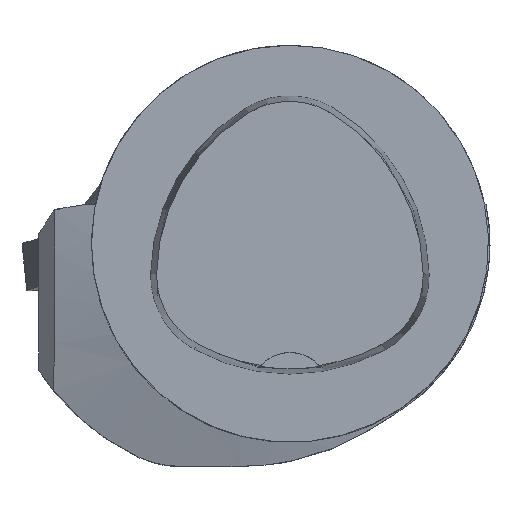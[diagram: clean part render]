
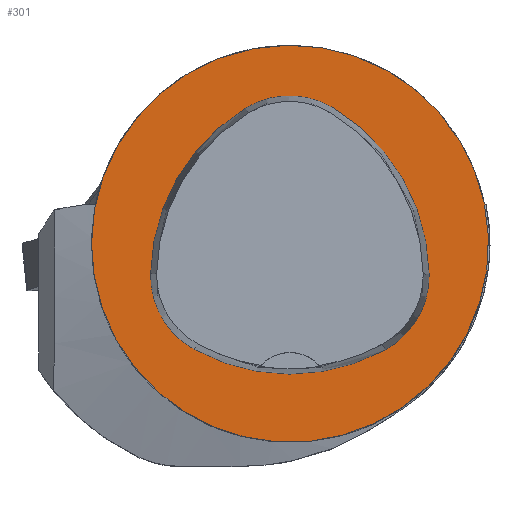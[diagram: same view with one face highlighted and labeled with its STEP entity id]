
A CAD part, top view. The second image highlights one B-rep face of the part: STEP entity #301.
In plain terms, the highlighted planar face has unit normal (0, 0, 1).
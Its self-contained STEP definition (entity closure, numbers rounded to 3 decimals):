
#301=ADVANCED_FACE('',(#704,#705),#376,.T.);
#376=PLANE('',#1845);
#704=FACE_BOUND('',#749,.T.);
#705=FACE_BOUND('',#750,.T.);
#749=EDGE_LOOP('',(#1007,#1008,#1009,#1010,#1011,#1012));
#750=EDGE_LOOP('',(#1013));
#1007=ORIENTED_EDGE('',*,*,#1563,.T.);
#1008=ORIENTED_EDGE('',*,*,#1543,.T.);
#1009=ORIENTED_EDGE('',*,*,#1547,.T.);
#1010=ORIENTED_EDGE('',*,*,#1550,.T.);
#1011=ORIENTED_EDGE('',*,*,#1553,.T.);
#1012=ORIENTED_EDGE('',*,*,#1561,.T.);
#1013=ORIENTED_EDGE('',*,*,#1523,.F.);
#1347=VERTEX_POINT('',#2648);
#1366=VERTEX_POINT('',#2708);
#1367=VERTEX_POINT('',#2709);
#1370=VERTEX_POINT('',#2717);
#1372=VERTEX_POINT('',#2723);
#1374=VERTEX_POINT('',#2729);
#1381=VERTEX_POINT('',#2750);
#1523=EDGE_CURVE('',#1347,#1347,#1674,.T.);
#1543=EDGE_CURVE('',#1366,#1367,#1675,.T.);
#1547=EDGE_CURVE('',#1367,#1370,#1677,.T.);
#1550=EDGE_CURVE('',#1370,#1372,#1679,.T.);
#1553=EDGE_CURVE('',#1372,#1374,#1681,.T.);
#1561=EDGE_CURVE('',#1374,#1381,#1685,.T.);
#1563=EDGE_CURVE('',#1381,#1366,#1687,.T.);
#1674=CIRCLE('',#1812,20.);
#1675=CIRCLE('',#1823,20.);
#1677=CIRCLE('',#1826,8.5);
#1679=CIRCLE('',#1829,20.);
#1681=CIRCLE('',#1832,8.5);
#1685=CIRCLE('',#1837,20.);
#1687=CIRCLE('',#1840,8.5);
#1812=AXIS2_PLACEMENT_3D('',#2647,#2098,#2099);
#1823=AXIS2_PLACEMENT_3D('',#2707,#2128,#2129);
#1826=AXIS2_PLACEMENT_3D('',#2716,#2136,#2137);
#1829=AXIS2_PLACEMENT_3D('',#2722,#2143,#2144);
#1832=AXIS2_PLACEMENT_3D('',#2728,#2150,#2151);
#1837=AXIS2_PLACEMENT_3D('',#2751,#2162,#2163);
#1840=AXIS2_PLACEMENT_3D('',#2754,#2168,#2169);
#1845=AXIS2_PLACEMENT_3D('',#2759,#2178,#2179);
#2098=DIRECTION('',(0.,0.,-1.));
#2099=DIRECTION('',(-1.,0.,0.));
#2128=DIRECTION('',(0.,0.,-1.));
#2129=DIRECTION('',(-1.,0.,0.));
#2136=DIRECTION('',(0.,0.,-1.));
#2137=DIRECTION('',(-1.,0.,0.));
#2143=DIRECTION('',(0.,0.,-1.));
#2144=DIRECTION('',(-1.,0.,0.));
#2150=DIRECTION('',(0.,0.,-1.));
#2151=DIRECTION('',(-1.,0.,0.));
#2162=DIRECTION('',(0.,0.,-1.));
#2163=DIRECTION('',(-1.,0.,0.));
#2168=DIRECTION('',(0.,0.,-1.));
#2169=DIRECTION('',(-1.,0.,0.));
#2178=DIRECTION('',(0.,0.,1.));
#2179=DIRECTION('',(1.,0.,0.));
#2647=CARTESIAN_POINT('',(0.,0.,0.));
#2648=CARTESIAN_POINT('',(-20.,0.,0.));
#2707=CARTESIAN_POINT('',(5.955,-3.414,0.));
#2708=CARTESIAN_POINT('',(-14.041,-3.042,0.));
#2709=CARTESIAN_POINT('',(-4.472,13.653,0.));
#2716=CARTESIAN_POINT('',(-0.04,6.4,0.));
#2717=CARTESIAN_POINT('',(4.347,13.68,0.));
#2722=CARTESIAN_POINT('',(-5.976,-3.45,0.));
#2723=CARTESIAN_POINT('',(14.021,-3.075,0.));
#2728=CARTESIAN_POINT('',(5.522,-3.235,0.));
#2729=CARTESIAN_POINT('',(9.588,-10.699,0.));
#2750=CARTESIAN_POINT('',(-9.655,-10.639,0.));
#2751=CARTESIAN_POINT('',(0.022,6.864,0.));
#2754=CARTESIAN_POINT('',(-5.543,-3.2,0.));
#2759=CARTESIAN_POINT('',(0.,0.,0.));
